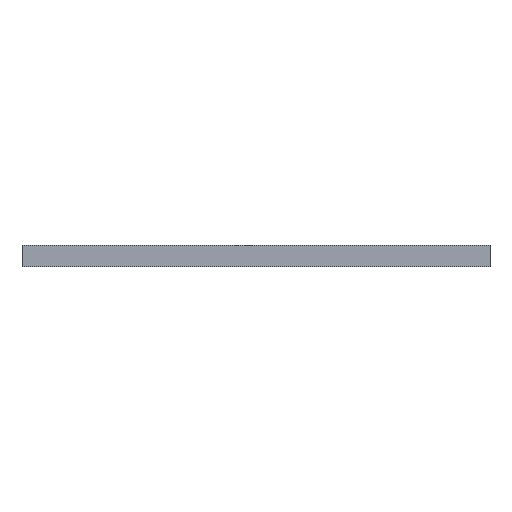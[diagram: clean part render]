
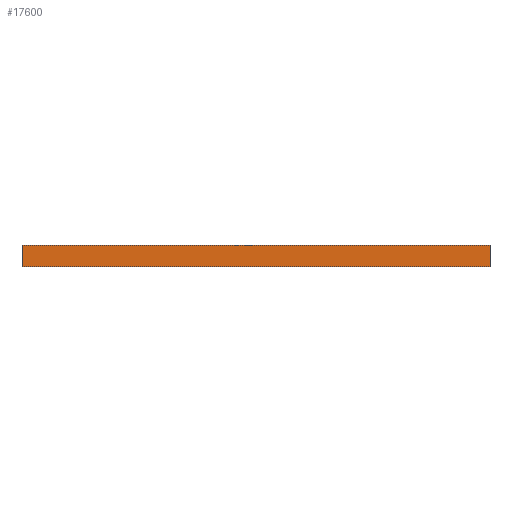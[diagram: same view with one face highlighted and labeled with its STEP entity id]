
A CAD part, front view. The second image highlights one B-rep face of the part: STEP entity #17600.
In plain terms, the highlighted planar face has unit normal (0, -1, 0).
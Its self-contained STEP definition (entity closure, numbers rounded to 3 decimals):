
#2286=FACE_OUTER_BOUND('',#3426,.T.);
#3426=EDGE_LOOP('',(#15959,#15960,#15961,#15962));
#4952=LINE('',#27094,#6746);
#5381=LINE('',#29008,#7175);
#5382=LINE('',#29011,#7176);
#5383=LINE('',#29012,#7177);
#6746=VECTOR('',#21647,10.);
#7175=VECTOR('',#24038,10.);
#7176=VECTOR('',#24041,10.);
#7177=VECTOR('',#24042,10.);
#8300=VERTEX_POINT('',#27091);
#8301=VERTEX_POINT('',#27093);
#8805=VERTEX_POINT('',#29006);
#8806=VERTEX_POINT('',#29010);
#10328=EDGE_CURVE('',#8300,#8301,#4952,.T.);
#11245=EDGE_CURVE('',#8805,#8301,#5381,.T.);
#11246=EDGE_CURVE('',#8806,#8805,#5382,.T.);
#11247=EDGE_CURVE('',#8806,#8300,#5383,.T.);
#15959=ORIENTED_EDGE('',*,*,#11246,.T.);
#15960=ORIENTED_EDGE('',*,*,#11245,.T.);
#15961=ORIENTED_EDGE('',*,*,#10328,.F.);
#15962=ORIENTED_EDGE('',*,*,#11247,.F.);
#16703=PLANE('',#19159);
#17600=ADVANCED_FACE('',(#2286),#16703,.T.);
#19159=AXIS2_PLACEMENT_3D('',#29009,#24039,#24040);
#21647=DIRECTION('',(1.,0.,0.));
#24038=DIRECTION('',(0.,0.,1.));
#24039=DIRECTION('center_axis',(0.,-1.,0.));
#24040=DIRECTION('ref_axis',(1.,0.,0.));
#24041=DIRECTION('',(1.,0.,0.));
#24042=DIRECTION('',(0.,0.,1.));
#27091=CARTESIAN_POINT('',(0.,0.,10.));
#27093=CARTESIAN_POINT('',(220.,0.,10.));
#27094=CARTESIAN_POINT('',(0.,0.,10.));
#29006=CARTESIAN_POINT('',(220.,0.,0.));
#29008=CARTESIAN_POINT('',(220.,0.,0.));
#29009=CARTESIAN_POINT('Origin',(0.,0.,0.));
#29010=CARTESIAN_POINT('',(0.,0.,0.));
#29011=CARTESIAN_POINT('',(0.,0.,0.));
#29012=CARTESIAN_POINT('',(0.,0.,0.));
